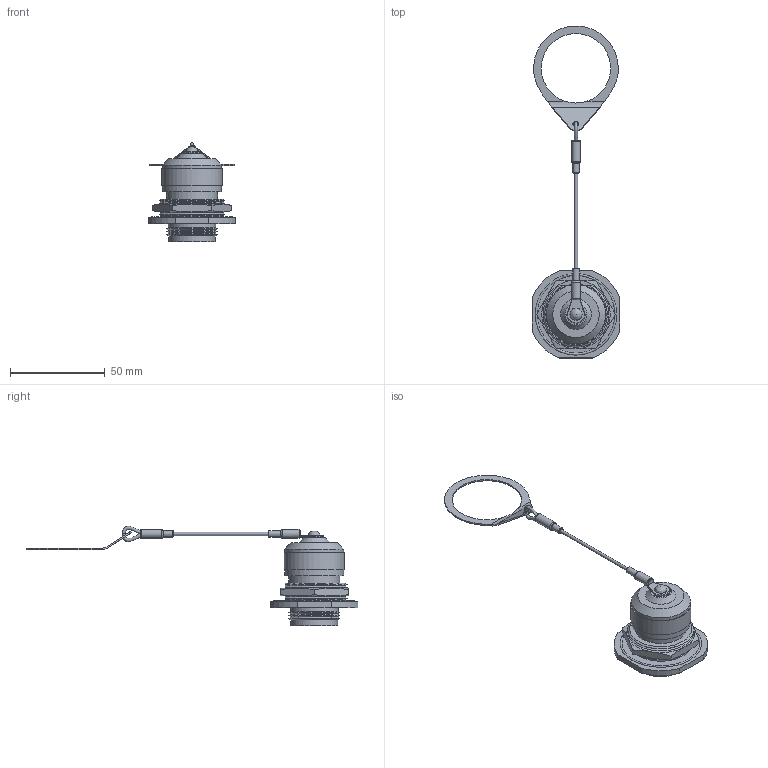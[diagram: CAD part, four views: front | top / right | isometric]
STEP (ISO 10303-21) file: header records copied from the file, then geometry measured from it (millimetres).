
FILE_DESCRIPTION (( 'STEP AP214' ), '1' );
FILE_NAME ('ECSJ1201U00.STEP', '2018-01-15T20:51:18', ( '' ), ( '' ), 'SwSTEP 2.0', 'SolidWorks 2014', '' );
FILE_SCHEMA (( 'AUTOMOTIVE_DESIGN' ));
Length unit declared in the file: inch
Products named in the file (6): ECSJ1201U00; 3AB10-036-MA3; 3AB10-036-MA2; 3AB10-038; ECSJ1201U00-MA2; ECSJ1201U00-MA1
Assembly tree (5 placements, depth 2):
  ECSJ1201U00
    ECSJ1201U00-MA1
    ECSJ1201U00-MA2
    3AB10-038
    3AB10-036-MA2
    3AB10-036-MA3
Bounding box: 45.97 x 174.74 x 52.35 mm (x, y, z)
Volume: 33018 mm3; surface area: 18949.8 mm2
Topology: 7 solids, 7 shells, 269 faces, 652 edges, 412 vertices
Faces by surface type: plane 154, cylinder 51, cone 44, torus 12, bspline 8
Full cylindrical faces by diameter (mm): 1.702 x2, 2.54 x1, 3.175 x1, 3.302 x2, 3.428 x1, 3.429 x2, 4.699 x2, 14.732 x2, 22.784 x1, 24.562 x1, 25.07 x4, 26.924 x5, 27.305 x1, 31.064 x2, 31.75 x2
Entity records: 12009 total; most frequent: CARTESIAN_POINT 3236, DIRECTION 1167, ORIENTED_EDGE 1164, EDGE_CURVE 582, AXIS2_PLACEMENT_3D 413, VERTEX_POINT 402, EDGE_LOOP 384, LINE 341
